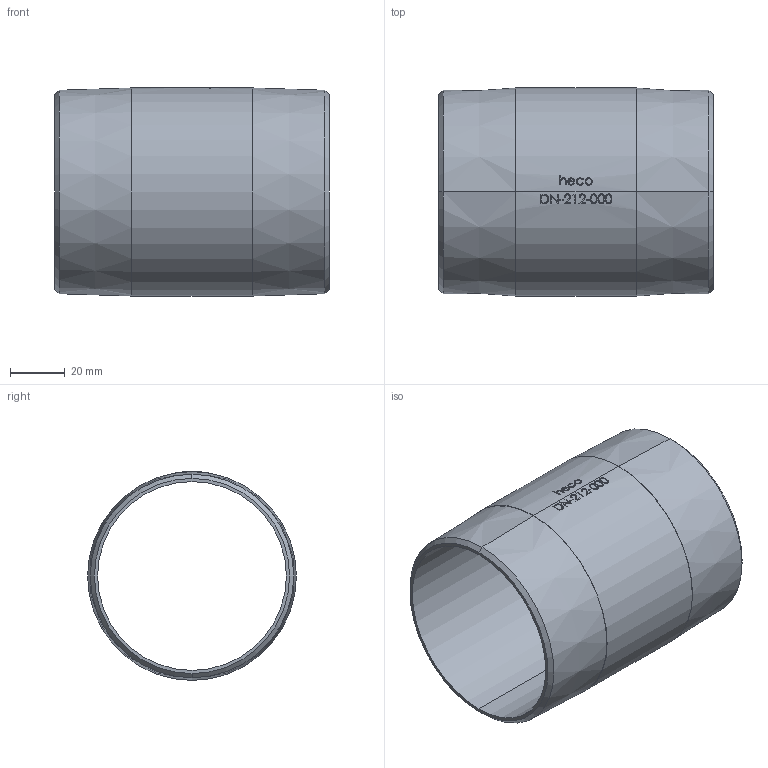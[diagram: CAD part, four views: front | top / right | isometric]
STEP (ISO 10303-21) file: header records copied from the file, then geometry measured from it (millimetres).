
FILE_DESCRIPTION (( 'STEP AP214' ), '1' );
FILE_NAME ('DN-212-000-x Doppelnippel heco.STEP', '2018-05-22T06:39:32', ( '' ), ( '' ), 'SwSTEP 2.0', 'SolidWorks 2016', '' );
FILE_SCHEMA (( 'AUTOMOTIVE_DESIGN' ));
Length unit declared in the file: millimetre
Products named in the file (1): DN-212-000-x Doppelnippel heco
Bounding box: 100 x 76.1 x 76.1 mm (x, y, z)
Volume: 75010.7 mm3; surface area: 46184.3 mm2
Topology: 1 solids, 1 shells, 172 faces, 440 edges, 292 vertices
Faces by surface type: bspline 91, plane 49, cylinder 24, cone 8
Entity records: 21096 total; most frequent: CARTESIAN_POINT 16008, ORIENTED_EDGE 880, EDGE_CURVE 440, DIRECTION 376, VERTEX_POINT 292, B_SPLINE_CURVE_WITH_KNOTS 286, EDGE_LOOP 196, ADVANCED_FACE 172
